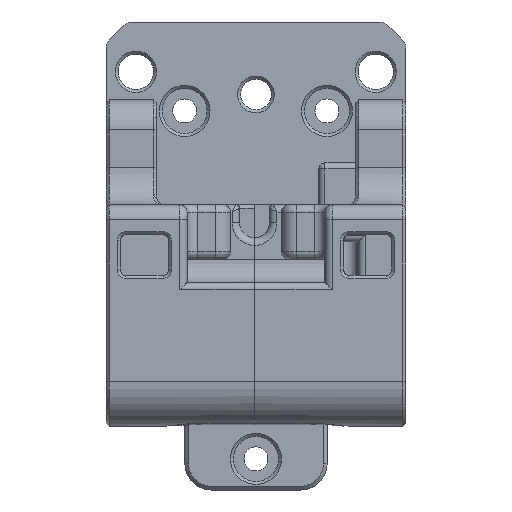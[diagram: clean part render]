
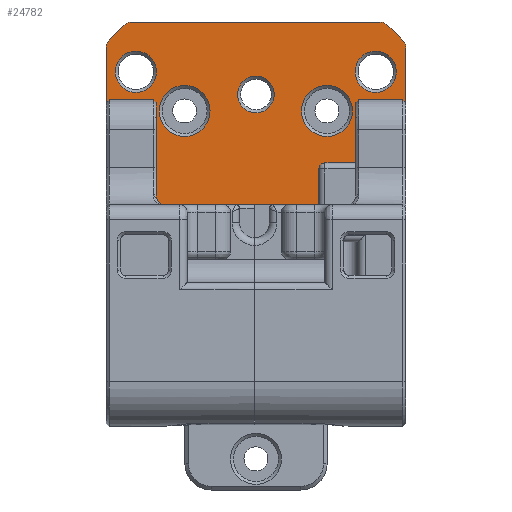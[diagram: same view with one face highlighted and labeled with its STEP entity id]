
A CAD part, front view. The second image highlights one B-rep face of the part: STEP entity #24782.
In plain terms, the highlighted planar face has unit normal (0, -1, 0).
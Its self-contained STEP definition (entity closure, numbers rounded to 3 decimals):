
#1058=LINE('',#36959,#3800);
#1085=LINE('',#37049,#3827);
#1088=LINE('',#37054,#3830);
#1096=LINE('',#37101,#3838);
#1097=LINE('',#37105,#3839);
#1098=LINE('',#37109,#3840);
#3800=VECTOR('',#28959,10.);
#3827=VECTOR('',#29032,10.);
#3830=VECTOR('',#29037,10.);
#3838=VECTOR('',#29093,10.);
#3839=VECTOR('',#29096,10.);
#3840=VECTOR('',#29099,10.);
#6344=FACE_BOUND('',#8021,.T.);
#6345=FACE_BOUND('',#8022,.T.);
#6346=FACE_BOUND('',#8023,.T.);
#6347=FACE_BOUND('',#8024,.T.);
#6348=FACE_BOUND('',#8025,.T.);
#6349=FACE_BOUND('',#8026,.T.);
#6350=FACE_BOUND('',#8027,.T.);
#6568=FACE_OUTER_BOUND('',#8020,.T.);
#8020=EDGE_LOOP('',(#17304,#17305,#17306,#17307,#17308,#17309,#17310,#17311,
#17312,#17313));
#8021=EDGE_LOOP('',(#17314));
#8022=EDGE_LOOP('',(#17315));
#8023=EDGE_LOOP('',(#17316));
#8024=EDGE_LOOP('',(#17317));
#8025=EDGE_LOOP('',(#17318));
#8026=EDGE_LOOP('',(#17319));
#8027=EDGE_LOOP('',(#17320));
#9449=CIRCLE('',#26187,1.7);
#9450=CIRCLE('',#26189,1.7);
#9480=CIRCLE('',#26256,3.4);
#9482=CIRCLE('',#26259,1.5);
#9483=CIRCLE('',#26260,1.5);
#9484=CIRCLE('',#26261,1.5);
#9485=CIRCLE('',#26262,1.5);
#9486=CIRCLE('',#26263,3.4);
#9487=CIRCLE('',#26264,2.45);
#9488=CIRCLE('',#26265,2.75);
#9489=CIRCLE('',#26266,2.75);
#10693=VERTEX_POINT('',#36883);
#10694=VERTEX_POINT('',#36887);
#10712=VERTEX_POINT('',#36956);
#10713=VERTEX_POINT('',#36958);
#10740=VERTEX_POINT('',#37046);
#10741=VERTEX_POINT('',#37048);
#10754=VERTEX_POINT('',#37092);
#10756=VERTEX_POINT('',#37098);
#10757=VERTEX_POINT('',#37100);
#10758=VERTEX_POINT('',#37102);
#10759=VERTEX_POINT('',#37104);
#10760=VERTEX_POINT('',#37106);
#10761=VERTEX_POINT('',#37108);
#10762=VERTEX_POINT('',#37111);
#10763=VERTEX_POINT('',#37113);
#10764=VERTEX_POINT('',#37115);
#10765=VERTEX_POINT('',#37117);
#13133=EDGE_CURVE('',#10693,#10693,#9449,.T.);
#13135=EDGE_CURVE('',#10694,#10694,#9450,.T.);
#13169=EDGE_CURVE('',#10712,#10713,#1058,.T.);
#13210=EDGE_CURVE('',#10741,#10740,#1085,.T.);
#13213=EDGE_CURVE('',#10740,#10713,#1088,.T.);
#13232=EDGE_CURVE('',#10754,#10754,#9480,.T.);
#13235=EDGE_CURVE('',#10756,#10712,#9482,.T.);
#13236=EDGE_CURVE('',#10757,#10756,#1096,.T.);
#13237=EDGE_CURVE('',#10758,#10757,#9483,.T.);
#13238=EDGE_CURVE('',#10759,#10758,#1097,.T.);
#13239=EDGE_CURVE('',#10760,#10759,#9484,.T.);
#13240=EDGE_CURVE('',#10760,#10761,#1098,.T.);
#13241=EDGE_CURVE('',#10741,#10761,#9485,.T.);
#13242=EDGE_CURVE('',#10762,#10762,#9486,.T.);
#13243=EDGE_CURVE('',#10763,#10763,#9487,.T.);
#13244=EDGE_CURVE('',#10764,#10764,#9488,.T.);
#13245=EDGE_CURVE('',#10765,#10765,#9489,.T.);
#17304=ORIENTED_EDGE('',*,*,#13169,.F.);
#17305=ORIENTED_EDGE('',*,*,#13235,.F.);
#17306=ORIENTED_EDGE('',*,*,#13236,.F.);
#17307=ORIENTED_EDGE('',*,*,#13237,.F.);
#17308=ORIENTED_EDGE('',*,*,#13238,.F.);
#17309=ORIENTED_EDGE('',*,*,#13239,.F.);
#17310=ORIENTED_EDGE('',*,*,#13240,.T.);
#17311=ORIENTED_EDGE('',*,*,#13241,.F.);
#17312=ORIENTED_EDGE('',*,*,#13210,.T.);
#17313=ORIENTED_EDGE('',*,*,#13213,.T.);
#17314=ORIENTED_EDGE('',*,*,#13133,.T.);
#17315=ORIENTED_EDGE('',*,*,#13135,.T.);
#17316=ORIENTED_EDGE('',*,*,#13242,.F.);
#17317=ORIENTED_EDGE('',*,*,#13243,.F.);
#17318=ORIENTED_EDGE('',*,*,#13244,.F.);
#17319=ORIENTED_EDGE('',*,*,#13245,.F.);
#17320=ORIENTED_EDGE('',*,*,#13232,.F.);
#23849=PLANE('',#26258);
#24782=ADVANCED_FACE('',(#6568,#6344,#6345,#6346,#6347,#6348,#6349,#6350),
#23849,.F.);
#26187=AXIS2_PLACEMENT_3D('',#36884,#28883,#28884);
#26189=AXIS2_PLACEMENT_3D('',#36888,#28888,#28889);
#26256=AXIS2_PLACEMENT_3D('',#37093,#29084,#29085);
#26258=AXIS2_PLACEMENT_3D('',#37097,#29089,#29090);
#26259=AXIS2_PLACEMENT_3D('',#37099,#29091,#29092);
#26260=AXIS2_PLACEMENT_3D('',#37103,#29094,#29095);
#26261=AXIS2_PLACEMENT_3D('',#37107,#29097,#29098);
#26262=AXIS2_PLACEMENT_3D('',#37110,#29100,#29101);
#26263=AXIS2_PLACEMENT_3D('',#37112,#29102,#29103);
#26264=AXIS2_PLACEMENT_3D('',#37114,#29104,#29105);
#26265=AXIS2_PLACEMENT_3D('',#37116,#29106,#29107);
#26266=AXIS2_PLACEMENT_3D('',#37118,#29108,#29109);
#28883=DIRECTION('center_axis',(0.,1.,0.));
#28884=DIRECTION('ref_axis',(-1.,0.,0.));
#28888=DIRECTION('center_axis',(0.,1.,0.));
#28889=DIRECTION('ref_axis',(-1.,0.,0.));
#28959=DIRECTION('',(0.,0.,-1.));
#29032=DIRECTION('',(0.,0.,-1.));
#29037=DIRECTION('',(1.,0.,0.));
#29084=DIRECTION('center_axis',(0.,-1.,0.));
#29085=DIRECTION('ref_axis',(1.,0.,0.));
#29089=DIRECTION('center_axis',(0.,1.,0.));
#29090=DIRECTION('ref_axis',(-1.,0.,0.));
#29091=DIRECTION('center_axis',(0.,1.,0.));
#29092=DIRECTION('ref_axis',(0.708,0.,0.707));
#29093=DIRECTION('',(0.707,0.,-0.708));
#29094=DIRECTION('center_axis',(0.,1.,0.));
#29095=DIRECTION('ref_axis',(0.,0.,1.));
#29096=DIRECTION('',(1.,0.,0.));
#29097=DIRECTION('center_axis',(0.,1.,0.));
#29098=DIRECTION('ref_axis',(-0.707,0.,0.708));
#29099=DIRECTION('',(-0.708,0.,-0.707));
#29100=DIRECTION('center_axis',(0.,1.,0.));
#29101=DIRECTION('ref_axis',(-1.,0.,0.));
#29102=DIRECTION('center_axis',(0.,-1.,0.));
#29103=DIRECTION('ref_axis',(1.,0.,0.));
#29104=DIRECTION('center_axis',(0.,-1.,0.));
#29105=DIRECTION('ref_axis',(-1.,0.,0.));
#29106=DIRECTION('center_axis',(0.,-1.,0.));
#29107=DIRECTION('ref_axis',(-1.,0.,0.));
#29108=DIRECTION('center_axis',(0.,-1.,0.));
#29109=DIRECTION('ref_axis',(-1.,0.,0.));
#36883=CARTESIAN_POINT('',(15.7,73.802,-16.824));
#36884=CARTESIAN_POINT('Origin',(14.,73.802,-16.824));
#36887=CARTESIAN_POINT('',(-12.3,73.802,-16.824));
#36888=CARTESIAN_POINT('Origin',(-14.,73.802,-16.824));
#36956=CARTESIAN_POINT('',(20.,73.802,9.23));
#36958=CARTESIAN_POINT('',(20.,73.802,-21.946));
#36959=CARTESIAN_POINT('',(20.,73.802,-4.858));
#37046=CARTESIAN_POINT('',(-20.,73.802,-21.946));
#37048=CARTESIAN_POINT('',(-20.,73.802,9.269));
#37049=CARTESIAN_POINT('',(-20.,73.802,-12.702));
#37054=CARTESIAN_POINT('',(20.,73.802,-21.946));
#37092=CARTESIAN_POINT('',(-12.929,73.802,0.835));
#37093=CARTESIAN_POINT('Origin',(-9.529,73.802,0.835));
#37097=CARTESIAN_POINT('Origin',(0.,73.802,-18.522));
#37098=CARTESIAN_POINT('',(19.561,73.802,10.29));
#37099=CARTESIAN_POINT('Origin',(18.5,73.802,9.23));
#37100=CARTESIAN_POINT('',(17.593,73.802,12.262));
#37101=CARTESIAN_POINT('',(17.593,73.802,12.262));
#37102=CARTESIAN_POINT('',(16.531,73.802,12.702));
#37103=CARTESIAN_POINT('Origin',(16.531,73.802,11.202));
#37104=CARTESIAN_POINT('',(-16.564,73.802,12.702));
#37105=CARTESIAN_POINT('',(-16.564,73.802,12.702));
#37106=CARTESIAN_POINT('',(-17.624,73.802,12.263));
#37107=CARTESIAN_POINT('Origin',(-16.564,73.802,11.202));
#37108=CARTESIAN_POINT('',(-19.56,73.802,10.33));
#37109=CARTESIAN_POINT('',(-17.624,73.802,12.263));
#37110=CARTESIAN_POINT('Origin',(-18.5,73.802,9.269));
#37111=CARTESIAN_POINT('',(6.071,73.802,0.835));
#37112=CARTESIAN_POINT('Origin',(9.471,73.802,0.835));
#37113=CARTESIAN_POINT('',(2.438,73.802,3.035));
#37114=CARTESIAN_POINT('Origin',(-0.012,73.802,3.035));
#37115=CARTESIAN_POINT('',(18.721,73.802,6.06));
#37116=CARTESIAN_POINT('Origin',(15.971,73.802,6.06));
#37117=CARTESIAN_POINT('',(-13.279,73.802,6.06));
#37118=CARTESIAN_POINT('Origin',(-16.029,73.802,6.06));
